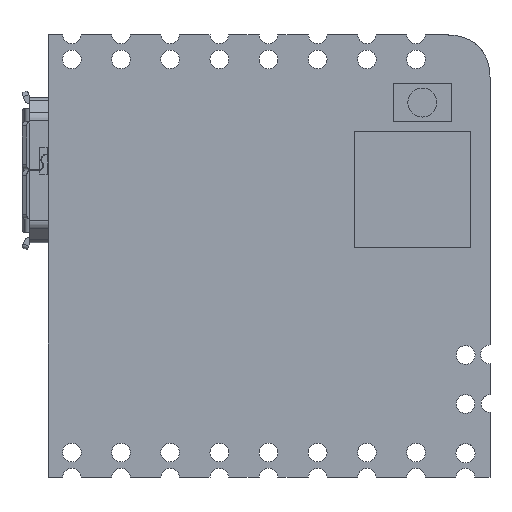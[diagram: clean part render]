
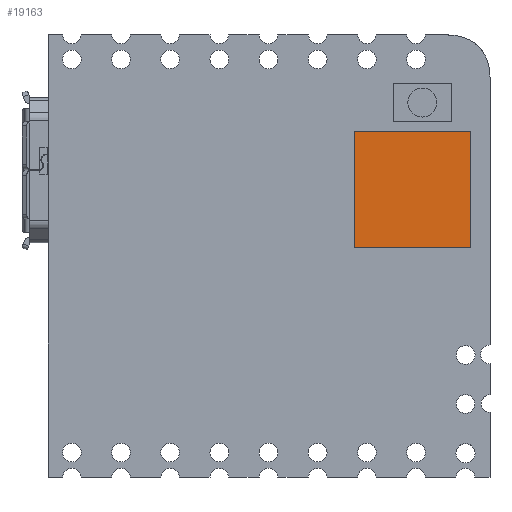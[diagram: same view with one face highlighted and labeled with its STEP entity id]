
A CAD part, top view. The second image highlights one B-rep face of the part: STEP entity #19163.
In plain terms, the highlighted planar face has unit normal (0, 0, 1).
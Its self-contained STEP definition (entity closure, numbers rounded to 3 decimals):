
#2233=FACE_OUTER_BOUND('',#3299,.T.);
#3299=EDGE_LOOP('',(#17644,#17645,#17646,#17647));
#5452=LINE('',#35191,#7291);
#5455=LINE('',#35197,#7294);
#5458=LINE('',#35203,#7297);
#5461=LINE('',#35207,#7300);
#7291=VECTOR('',#23984,10.);
#7294=VECTOR('',#23989,10.);
#7297=VECTOR('',#23994,10.);
#7300=VECTOR('',#23999,10.);
#9173=VERTEX_POINT('',#35188);
#9174=VERTEX_POINT('',#35190);
#9176=VERTEX_POINT('',#35196);
#9178=VERTEX_POINT('',#35202);
#11996=EDGE_CURVE('',#9174,#9173,#5452,.T.);
#11999=EDGE_CURVE('',#9176,#9174,#5455,.T.);
#12002=EDGE_CURVE('',#9178,#9176,#5458,.T.);
#12005=EDGE_CURVE('',#9173,#9178,#5461,.T.);
#17644=ORIENTED_EDGE('',*,*,#12005,.T.);
#17645=ORIENTED_EDGE('',*,*,#12002,.T.);
#17646=ORIENTED_EDGE('',*,*,#11999,.T.);
#17647=ORIENTED_EDGE('',*,*,#11996,.T.);
#18180=PLANE('',#20185);
#19163=ADVANCED_FACE('',(#2233),#18180,.T.);
#20185=AXIS2_PLACEMENT_3D('',#35208,#24000,#24001);
#23984=DIRECTION('',(0.,-1.,0.));
#23989=DIRECTION('',(-1.,0.,0.));
#23994=DIRECTION('',(0.,1.,0.));
#23999=DIRECTION('',(1.,0.,0.));
#24000=DIRECTION('center_axis',(0.,0.,1.));
#24001=DIRECTION('ref_axis',(1.,0.,0.));
#35188=CARTESIAN_POINT('',(4.425,0.43,2.5));
#35190=CARTESIAN_POINT('',(4.425,6.43,2.5));
#35191=CARTESIAN_POINT('',(4.425,0.43,2.5));
#35196=CARTESIAN_POINT('',(10.425,6.43,2.5));
#35197=CARTESIAN_POINT('',(4.425,6.43,2.5));
#35202=CARTESIAN_POINT('',(10.425,0.43,2.5));
#35203=CARTESIAN_POINT('',(10.425,6.43,2.5));
#35207=CARTESIAN_POINT('',(10.425,0.43,2.5));
#35208=CARTESIAN_POINT('Origin',(7.425,3.43,2.5));
